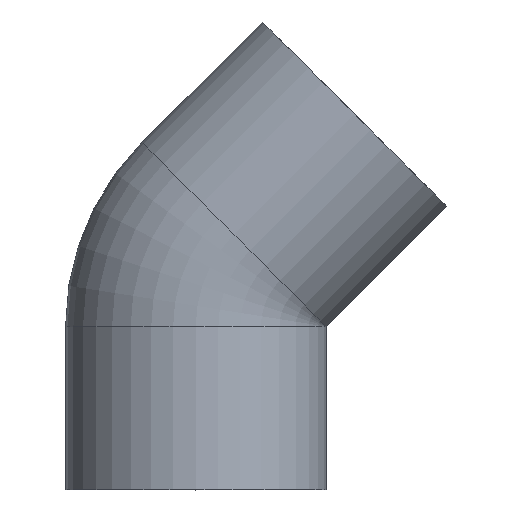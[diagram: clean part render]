
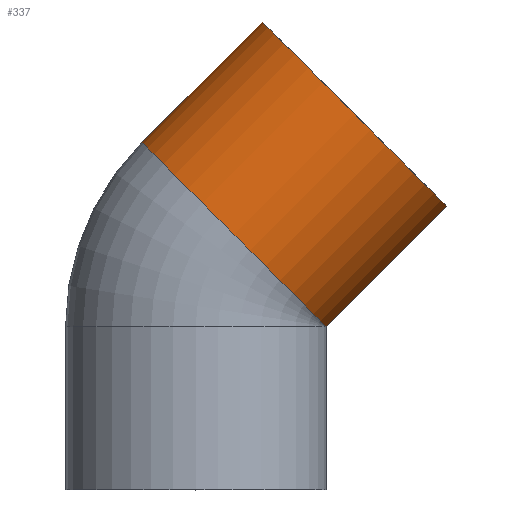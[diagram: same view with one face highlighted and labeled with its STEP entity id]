
A CAD part, top view. The second image highlights one B-rep face of the part: STEP entity #337.
In plain terms, the highlighted cylindrical face has radius 225 mm (diameter 450 mm), a partial arc.
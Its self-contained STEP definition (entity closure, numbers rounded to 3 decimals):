
#14 = DIRECTION ( 'NONE',  ( 0.707, 0.707, 0. ) ) ;
#15 = EDGE_CURVE ( 'NONE', #427, #185, #126, .T. ) ;
#34 = AXIS2_PLACEMENT_3D ( 'NONE', #236, #85, #145 ) ;
#35 = CIRCLE ( 'NONE', #333, 225. ) ;
#38 = DIRECTION ( 'NONE',  ( 0.707, 0.707, 0. ) ) ;
#44 = CARTESIAN_POINT ( 'NONE',  ( 274., 649., 0. ) ) ;
#78 = VERTEX_POINT ( 'NONE', #213 ) ;
#85 = DIRECTION ( 'NONE',  ( 0.707, 0.707, 0. ) ) ;
#100 = CARTESIAN_POINT ( 'NONE',  ( -93.198, 600., 0. ) ) ;
#110 = FACE_OUTER_BOUND ( 'NONE', #205, .T. ) ;
#126 = LINE ( 'NONE', #258, #365 ) ;
#128 = LINE ( 'NONE', #100, #379 ) ;
#136 = CARTESIAN_POINT ( 'NONE',  ( 114.901, 808.099, 0. ) ) ;
#145 = DIRECTION ( 'NONE',  ( 0., 0., 1. ) ) ;
#167 = ORIENTED_EDGE ( 'NONE', *, *, #15, .T. ) ;
#173 = AXIS2_PLACEMENT_3D ( 'NONE', #361, #230, #196 ) ;
#180 = EDGE_CURVE ( 'NONE', #78, #427, #355, .T. ) ;
#185 = VERTEX_POINT ( 'NONE', #397 ) ;
#196 = DIRECTION ( 'NONE',  ( -0.707, 0.707, 0. ) ) ;
#197 = ORIENTED_EDGE ( 'NONE', *, *, #292, .F. ) ;
#199 = DIRECTION ( 'NONE',  ( 0.707, 0.707, 0. ) ) ;
#205 = EDGE_LOOP ( 'NONE', ( #364, #167, #297, #197 ) ) ;
#209 = CARTESIAN_POINT ( 'NONE',  ( 225., 281.802, 0. ) ) ;
#213 = CARTESIAN_POINT ( 'NONE',  ( -93.198, 600., 0. ) ) ;
#228 = CYLINDRICAL_SURFACE ( 'NONE', #173, 225. ) ;
#230 = DIRECTION ( 'NONE',  ( 0.707, 0.707, 0. ) ) ;
#236 = CARTESIAN_POINT ( 'NONE',  ( 65.901, 440.901, 0. ) ) ;
#258 = CARTESIAN_POINT ( 'NONE',  ( 225., 281.802, 0. ) ) ;
#277 = EDGE_CURVE ( 'NONE', #348, #185, #35, .T. ) ;
#292 = EDGE_CURVE ( 'NONE', #78, #348, #128, .T. ) ;
#297 = ORIENTED_EDGE ( 'NONE', *, *, #277, .F. ) ;
#333 = AXIS2_PLACEMENT_3D ( 'NONE', #44, #38, #372 ) ;
#337 = ADVANCED_FACE ( 'NONE', ( #110 ), #228, .T. ) ;
#348 = VERTEX_POINT ( 'NONE', #136 ) ;
#355 = CIRCLE ( 'NONE', #34, 225. ) ;
#361 = CARTESIAN_POINT ( 'NONE',  ( 65.901, 440.901, 0. ) ) ;
#364 = ORIENTED_EDGE ( 'NONE', *, *, #180, .T. ) ;
#365 = VECTOR ( 'NONE', #14, 1000. ) ;
#372 = DIRECTION ( 'NONE',  ( 0., 0., 1. ) ) ;
#379 = VECTOR ( 'NONE', #199, 1000. ) ;
#397 = CARTESIAN_POINT ( 'NONE',  ( 433.099, 489.901, 0. ) ) ;
#427 = VERTEX_POINT ( 'NONE', #209 ) ;
